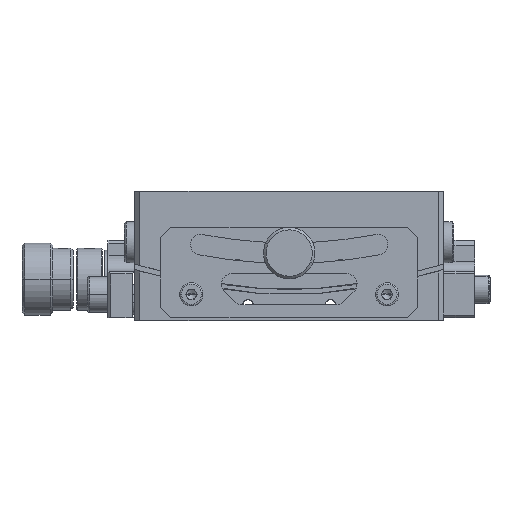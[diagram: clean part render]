
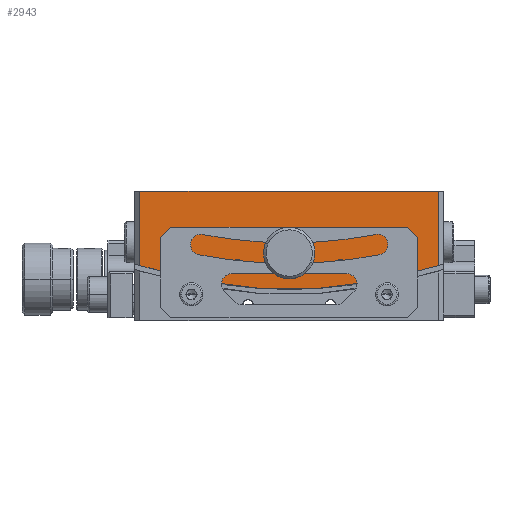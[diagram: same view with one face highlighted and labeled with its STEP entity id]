
A CAD part, top view. The second image highlights one B-rep face of the part: STEP entity #2943.
In plain terms, the highlighted planar face has unit normal (0, 0, 1).
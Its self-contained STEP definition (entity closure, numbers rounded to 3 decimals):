
#56 = CIRCLE ( 'NONE', #16483, 1.25 ) ;
#411 = AXIS2_PLACEMENT_3D ( 'NONE', #10966, #13363, #28116 ) ;
#659 = VERTEX_POINT ( 'NONE', #26968 ) ;
#695 = EDGE_CURVE ( 'NONE', #9893, #1600, #17127, .T. ) ;
#965 = ORIENTED_EDGE ( 'NONE', *, *, #20392, .F. ) ;
#1273 = EDGE_CURVE ( 'NONE', #30585, #11074, #22477, .T. ) ;
#1518 = DIRECTION ( 'NONE',  ( 0., -1., 0. ) ) ;
#1600 = VERTEX_POINT ( 'NONE', #11075 ) ;
#1759 = CARTESIAN_POINT ( 'NONE',  ( 20., -87.75, 30. ) ) ;
#1930 = CIRCLE ( 'NONE', #11775, 94. ) ;
#2120 = DIRECTION ( 'NONE',  ( 0., -1., 0. ) ) ;
#2310 = DIRECTION ( 'NONE',  ( 0., -1., 0. ) ) ;
#2594 = CIRCLE ( 'NONE', #3372, 1.25 ) ;
#2943 = ADVANCED_FACE ( 'NONE', ( #30536, #4121, #27884, #22131, #20228, #31668 ), #11083, .F. ) ;
#3311 = EDGE_LOOP ( 'NONE', ( #11341, #27927 ) ) ;
#3372 = AXIS2_PLACEMENT_3D ( 'NONE', #18280, #3591, #6063 ) ;
#3535 = CARTESIAN_POINT ( 'NONE',  ( 10., -90.693, 30. ) ) ;
#3565 = EDGE_CURVE ( 'NONE', #21861, #19385, #14824, .T. ) ;
#3591 = DIRECTION ( 'NONE',  ( 0., 0., 1. ) ) ;
#3634 = EDGE_CURVE ( 'NONE', #31108, #30892, #10952, .T. ) ;
#3790 = DIRECTION ( 'NONE',  ( 0., 0., 1. ) ) ;
#3805 = AXIS2_PLACEMENT_3D ( 'NONE', #10321, #27034, #20056 ) ;
#3993 = CARTESIAN_POINT ( 'NONE',  ( 0., -87., 30. ) ) ;
#4121 = FACE_BOUND ( 'NONE', #24234, .T. ) ;
#4186 = VECTOR ( 'NONE', #30188, 1000. ) ;
#4683 = CARTESIAN_POINT ( 'NONE',  ( -20., -87.75, 30. ) ) ;
#5323 = EDGE_CURVE ( 'NONE', #1600, #31108, #1930, .T. ) ;
#5357 = VERTEX_POINT ( 'NONE', #30827 ) ;
#5886 = CARTESIAN_POINT ( 'NONE',  ( -10., -89.443, 30. ) ) ;
#6063 = DIRECTION ( 'NONE',  ( 0., -1., 0. ) ) ;
#6126 = VERTEX_POINT ( 'NONE', #9122 ) ;
#6173 = AXIS2_PLACEMENT_3D ( 'NONE', #1759, #26739, #29897 ) ;
#6390 = EDGE_LOOP ( 'NONE', ( #19047, #29898 ) ) ;
#6509 = DIRECTION ( 'NONE',  ( 0., 0., 1. ) ) ;
#6537 = VERTEX_POINT ( 'NONE', #30475 ) ;
#6685 = DIRECTION ( 'NONE',  ( 0., 0., 1. ) ) ;
#6912 = DIRECTION ( 'NONE',  ( 0., 1., 0. ) ) ;
#7130 = EDGE_CURVE ( 'NONE', #11074, #30585, #2594, .T. ) ;
#7326 = CARTESIAN_POINT ( 'NONE',  ( 29., -75., 30. ) ) ;
#7904 = VECTOR ( 'NONE', #6912, 1000. ) ;
#7985 = ORIENTED_EDGE ( 'NONE', *, *, #5323, .T. ) ;
#8247 = EDGE_CURVE ( 'NONE', #6537, #659, #28978, .T. ) ;
#8292 = ORIENTED_EDGE ( 'NONE', *, *, #21192, .F. ) ;
#8294 = EDGE_CURVE ( 'NONE', #28457, #6126, #10911, .T. ) ;
#8789 = CARTESIAN_POINT ( 'NONE',  ( -10., -88.193, 30. ) ) ;
#8839 = DIRECTION ( 'NONE',  ( 0., -1., 0. ) ) ;
#9122 = CARTESIAN_POINT ( 'NONE',  ( -10., -90.693, 30. ) ) ;
#9344 = DIRECTION ( 'NONE',  ( 0., 0., 1. ) ) ;
#9893 = VERTEX_POINT ( 'NONE', #11771 ) ;
#10050 = AXIS2_PLACEMENT_3D ( 'NONE', #5886, #22832, #18224 ) ;
#10321 = CARTESIAN_POINT ( 'NONE',  ( -10., -89.443, 30. ) ) ;
#10911 = CIRCLE ( 'NONE', #10050, 1.25 ) ;
#10949 = ORIENTED_EDGE ( 'NONE', *, *, #3634, .T. ) ;
#10952 = LINE ( 'NONE', #7326, #7904 ) ;
#10966 = CARTESIAN_POINT ( 'NONE',  ( -30., -75., 30. ) ) ;
#11074 = VERTEX_POINT ( 'NONE', #15138 ) ;
#11075 = CARTESIAN_POINT ( 'NONE',  ( -29., -89.415, 30. ) ) ;
#11083 = PLANE ( 'NONE',  #411 ) ;
#11341 = ORIENTED_EDGE ( 'NONE', *, *, #22441, .F. ) ;
#11496 = ORIENTED_EDGE ( 'NONE', *, *, #30480, .F. ) ;
#11546 = CARTESIAN_POINT ( 'NONE',  ( 29., -89.415, 30. ) ) ;
#11744 = CARTESIAN_POINT ( 'NONE',  ( -20., -87.75, 30. ) ) ;
#11771 = CARTESIAN_POINT ( 'NONE',  ( -29., -75., 30. ) ) ;
#11775 = AXIS2_PLACEMENT_3D ( 'NONE', #21039, #3790, #8839 ) ;
#11917 = CARTESIAN_POINT ( 'NONE',  ( 20., -86.5, 30. ) ) ;
#12198 = ORIENTED_EDGE ( 'NONE', *, *, #695, .T. ) ;
#12543 = CIRCLE ( 'NONE', #21848, 1.25 ) ;
#12913 = VECTOR ( 'NONE', #2120, 1000. ) ;
#13010 = EDGE_CURVE ( 'NONE', #659, #6537, #12543, .T. ) ;
#13117 = CIRCLE ( 'NONE', #18731, 1.25 ) ;
#13348 = AXIS2_PLACEMENT_3D ( 'NONE', #4683, #24420, #26790 ) ;
#13363 = DIRECTION ( 'NONE',  ( 0., 0., -1. ) ) ;
#13393 = LINE ( 'NONE', #20692, #4186 ) ;
#14414 = EDGE_CURVE ( 'NONE', #6126, #28457, #24741, .T. ) ;
#14824 = CIRCLE ( 'NONE', #6173, 1.25 ) ;
#15138 = CARTESIAN_POINT ( 'NONE',  ( 10., -88.193, 30. ) ) ;
#15192 = ORIENTED_EDGE ( 'NONE', *, *, #8294, .F. ) ;
#16477 = DIRECTION ( 'NONE',  ( 0., -1., 0. ) ) ;
#16483 = AXIS2_PLACEMENT_3D ( 'NONE', #29747, #19608, #24979 ) ;
#16510 = VERTEX_POINT ( 'NONE', #25603 ) ;
#16624 = CIRCLE ( 'NONE', #17874, 1.25 ) ;
#16956 = CARTESIAN_POINT ( 'NONE',  ( 10., -89.443, 30. ) ) ;
#17023 = CARTESIAN_POINT ( 'NONE',  ( 29., -75., 30. ) ) ;
#17127 = LINE ( 'NONE', #29416, #12913 ) ;
#17874 = AXIS2_PLACEMENT_3D ( 'NONE', #18870, #9344, #1518 ) ;
#18224 = DIRECTION ( 'NONE',  ( 0., -1., 0. ) ) ;
#18280 = CARTESIAN_POINT ( 'NONE',  ( 10., -89.443, 30. ) ) ;
#18596 = EDGE_LOOP ( 'NONE', ( #29734, #15192 ) ) ;
#18731 = AXIS2_PLACEMENT_3D ( 'NONE', #3993, #6685, #21050 ) ;
#18853 = ORIENTED_EDGE ( 'NONE', *, *, #13010, .F. ) ;
#18870 = CARTESIAN_POINT ( 'NONE',  ( 0., -87., 30. ) ) ;
#19047 = ORIENTED_EDGE ( 'NONE', *, *, #1273, .F. ) ;
#19098 = ORIENTED_EDGE ( 'NONE', *, *, #8247, .F. ) ;
#19385 = VERTEX_POINT ( 'NONE', #20825 ) ;
#19608 = DIRECTION ( 'NONE',  ( 0., 0., 1. ) ) ;
#20056 = DIRECTION ( 'NONE',  ( 0., -1., 0. ) ) ;
#20228 = FACE_BOUND ( 'NONE', #18596, .T. ) ;
#20392 = EDGE_CURVE ( 'NONE', #16510, #5357, #16624, .T. ) ;
#20692 = CARTESIAN_POINT ( 'NONE',  ( -30., -75., 30. ) ) ;
#20825 = CARTESIAN_POINT ( 'NONE',  ( 20., -89., 30. ) ) ;
#21039 = CARTESIAN_POINT ( 'NONE',  ( 0., 0., 30. ) ) ;
#21050 = DIRECTION ( 'NONE',  ( 0., -1., 0. ) ) ;
#21192 = EDGE_CURVE ( 'NONE', #5357, #16510, #13117, .T. ) ;
#21848 = AXIS2_PLACEMENT_3D ( 'NONE', #11744, #6509, #16477 ) ;
#21861 = VERTEX_POINT ( 'NONE', #11917 ) ;
#22131 = FACE_BOUND ( 'NONE', #6390, .T. ) ;
#22441 = EDGE_CURVE ( 'NONE', #19385, #21861, #56, .T. ) ;
#22477 = CIRCLE ( 'NONE', #26054, 1.25 ) ;
#22832 = DIRECTION ( 'NONE',  ( 0., 0., 1. ) ) ;
#24111 = EDGE_LOOP ( 'NONE', ( #11496, #12198, #7985, #10949 ) ) ;
#24234 = EDGE_LOOP ( 'NONE', ( #18853, #19098 ) ) ;
#24420 = DIRECTION ( 'NONE',  ( 0., 0., 1. ) ) ;
#24741 = CIRCLE ( 'NONE', #3805, 1.25 ) ;
#24979 = DIRECTION ( 'NONE',  ( 0., -1., 0. ) ) ;
#25603 = CARTESIAN_POINT ( 'NONE',  ( 0., -85.75, 30. ) ) ;
#26054 = AXIS2_PLACEMENT_3D ( 'NONE', #16956, #29266, #2310 ) ;
#26739 = DIRECTION ( 'NONE',  ( 0., 0., 1. ) ) ;
#26790 = DIRECTION ( 'NONE',  ( 0., -1., 0. ) ) ;
#26968 = CARTESIAN_POINT ( 'NONE',  ( -20., -89., 30. ) ) ;
#27034 = DIRECTION ( 'NONE',  ( 0., 0., 1. ) ) ;
#27172 = EDGE_LOOP ( 'NONE', ( #8292, #965 ) ) ;
#27884 = FACE_BOUND ( 'NONE', #3311, .T. ) ;
#27927 = ORIENTED_EDGE ( 'NONE', *, *, #3565, .F. ) ;
#28116 = DIRECTION ( 'NONE',  ( 0., 1., 0. ) ) ;
#28457 = VERTEX_POINT ( 'NONE', #8789 ) ;
#28978 = CIRCLE ( 'NONE', #13348, 1.25 ) ;
#29266 = DIRECTION ( 'NONE',  ( 0., 0., 1. ) ) ;
#29416 = CARTESIAN_POINT ( 'NONE',  ( -29., -75., 30. ) ) ;
#29734 = ORIENTED_EDGE ( 'NONE', *, *, #14414, .F. ) ;
#29747 = CARTESIAN_POINT ( 'NONE',  ( 20., -87.75, 30. ) ) ;
#29897 = DIRECTION ( 'NONE',  ( 0., -1., 0. ) ) ;
#29898 = ORIENTED_EDGE ( 'NONE', *, *, #7130, .F. ) ;
#30188 = DIRECTION ( 'NONE',  ( 1., 0., 0. ) ) ;
#30475 = CARTESIAN_POINT ( 'NONE',  ( -20., -86.5, 30. ) ) ;
#30480 = EDGE_CURVE ( 'NONE', #9893, #30892, #13393, .T. ) ;
#30536 = FACE_BOUND ( 'NONE', #27172, .T. ) ;
#30585 = VERTEX_POINT ( 'NONE', #3535 ) ;
#30827 = CARTESIAN_POINT ( 'NONE',  ( 0., -88.25, 30. ) ) ;
#30892 = VERTEX_POINT ( 'NONE', #17023 ) ;
#31108 = VERTEX_POINT ( 'NONE', #11546 ) ;
#31668 = FACE_OUTER_BOUND ( 'NONE', #24111, .T. ) ;
